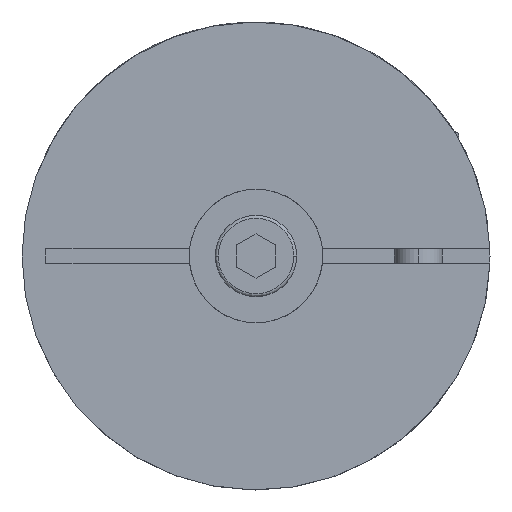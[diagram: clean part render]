
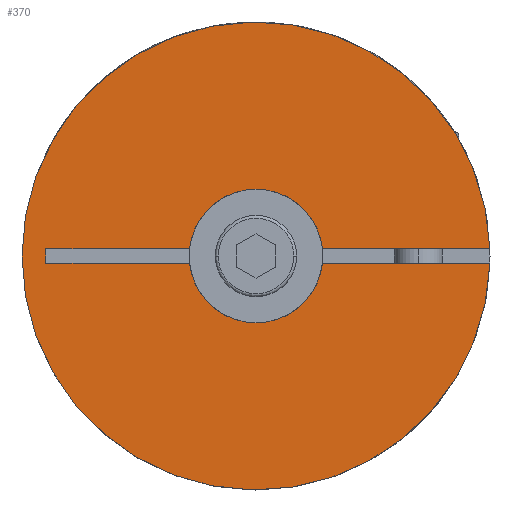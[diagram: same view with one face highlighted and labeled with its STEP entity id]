
A CAD part, left-side view. The second image highlights one B-rep face of the part: STEP entity #370.
In plain terms, the highlighted planar face has unit normal (-1, 0, 0).
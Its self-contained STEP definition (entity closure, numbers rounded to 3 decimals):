
#370=ADVANCED_FACE('NONE',(#758),#759,.T.);
#758=FACE_OUTER_BOUND('',#1804,.T.);
#759=PLANE('',#1805);
#1804=EDGE_LOOP('',(#2702,#2703,#2704,#2705,#2706,#2707,#2708,#2709,#2710,#2711,#2712));
#1805=AXIS2_PLACEMENT_3D('',#2713,#2714,#2715);
#2702=ORIENTED_EDGE('',*,*,#2766,.T.);
#2703=ORIENTED_EDGE('',*,*,#2890,.T.);
#2704=ORIENTED_EDGE('',*,*,#2896,.T.);
#2705=ORIENTED_EDGE('',*,*,#2982,.F.);
#2706=ORIENTED_EDGE('',*,*,#3150,.F.);
#2707=ORIENTED_EDGE('',*,*,#2904,.T.);
#2708=ORIENTED_EDGE('',*,*,#2883,.T.);
#2709=ORIENTED_EDGE('',*,*,#2775,.T.);
#2710=ORIENTED_EDGE('',*,*,#3141,.T.);
#2711=ORIENTED_EDGE('',*,*,#3137,.T.);
#2712=ORIENTED_EDGE('',*,*,#3133,.T.);
#2713=CARTESIAN_POINT('',(0.,0.0,-2.));
#2714=DIRECTION('',(-1.0,0.0,0.0));
#2715=DIRECTION('',(0.0,-1.0,0.0));
#2766=EDGE_CURVE('',#3164,#3161,#3165,.T.);
#2775=EDGE_CURVE('',#3171,#3179,#3181,.T.);
#2883=EDGE_CURVE('',#3337,#3171,#3338,.T.);
#2890=EDGE_CURVE('',#3161,#3346,#3348,.T.);
#2896=EDGE_CURVE('NONE',#3346,#3356,#3358,.T.);
#2904=EDGE_CURVE('NONE',#3370,#3337,#3371,.T.);
#2982=EDGE_CURVE('NONE',#3504,#3356,#3506,.T.);
#3133=EDGE_CURVE('NONE',#3704,#3164,#3705,.T.);
#3137=EDGE_CURVE('NONE',#3710,#3704,#3711,.T.);
#3141=EDGE_CURVE('NONE',#3179,#3710,#3715,.T.);
#3150=EDGE_CURVE('NONE',#3370,#3504,#3724,.T.);
#3161=VERTEX_POINT('',#3735);
#3164=VERTEX_POINT('',#3739);
#3165=CIRCLE('',#3740,7.0);
#3171=VERTEX_POINT('',#3747);
#3179=VERTEX_POINT('',#3757);
#3181=CIRCLE('',#3760,7.0);
#3337=VERTEX_POINT('',#4024);
#3338=CIRCLE('',#4025,7.0);
#3346=VERTEX_POINT('',#4034);
#3348=CIRCLE('',#4037,7.0);
#3356=VERTEX_POINT('NONE',#4046);
#3358=LINE('',#4049,#4050);
#3370=VERTEX_POINT('NONE',#4064);
#3371=LINE('',#4065,#4066);
#3504=VERTEX_POINT('NONE',#5731);
#3506=CIRCLE('',#5734,24.5);
#3704=VERTEX_POINT('NONE',#7514);
#3705=LINE('',#7515,#7516);
#3710=VERTEX_POINT('NONE',#7523);
#3711=LINE('',#7524,#7525);
#3715=LINE('',#7531,#7532);
#3724=CIRCLE('',#7646,24.5);
#3735=CARTESIAN_POINT('',(0.0,0.,7.0));
#3739=CARTESIAN_POINT('',(0.0,6.96,0.75));
#3740=AXIS2_PLACEMENT_3D('',#7688,#7689,#7690);
#3747=CARTESIAN_POINT('',(0.0,0.,-7.0));
#3757=CARTESIAN_POINT('',(0.0,6.96,-0.75));
#3760=AXIS2_PLACEMENT_3D('',#7704,#7705,#7706);
#4024=CARTESIAN_POINT('',(0.0,-6.96,-0.75));
#4025=AXIS2_PLACEMENT_3D('',#7839,#7840,#7841);
#4034=CARTESIAN_POINT('',(0.0,-6.96,0.75));
#4037=AXIS2_PLACEMENT_3D('',#7853,#7854,#7855);
#4046=CARTESIAN_POINT('',(0.,-24.489,0.75));
#4049=CARTESIAN_POINT('',(0.,22.0,0.75));
#4050=VECTOR('',#7864,1000.0);
#4064=CARTESIAN_POINT('',(0.,-24.489,-0.75));
#4065=CARTESIAN_POINT('',(0.,22.0,-0.75));
#4066=VECTOR('',#7876,1000.0);
#5731=CARTESIAN_POINT('',(0.,24.5,0.));
#5734=AXIS2_PLACEMENT_3D('',#7994,#7995,#7996);
#7514=CARTESIAN_POINT('',(0.,22.0,0.75));
#7515=CARTESIAN_POINT('',(0.,0.0,0.75));
#7516=VECTOR('',#8115,1000.0);
#7523=CARTESIAN_POINT('',(0.,22.0,-0.75));
#7524=CARTESIAN_POINT('',(0.,22.0,-2.));
#7525=VECTOR('',#8118,1000.0);
#7531=CARTESIAN_POINT('',(0.,0.0,-0.75));
#7532=VECTOR('',#8121,1000.0);
#7646=AXIS2_PLACEMENT_3D('',#8128,#8129,#8130);
#7688=CARTESIAN_POINT('',(0.0,0.0,0.0));
#7689=DIRECTION('',(1.0,-0.0,0.0));
#7690=DIRECTION('',(0.0,0.0,-1.0));
#7704=CARTESIAN_POINT('',(0.0,0.0,0.0));
#7705=DIRECTION('',(1.0,-0.0,0.0));
#7706=DIRECTION('',(0.0,0.0,-1.0));
#7839=CARTESIAN_POINT('',(0.0,0.0,0.0));
#7840=DIRECTION('',(1.0,-0.0,0.0));
#7841=DIRECTION('',(0.0,0.0,-1.0));
#7853=CARTESIAN_POINT('',(0.0,0.0,0.0));
#7854=DIRECTION('',(1.0,-0.0,0.0));
#7855=DIRECTION('',(0.0,0.0,-1.0));
#7864=DIRECTION('',(0.0,-1.0,0.0));
#7876=DIRECTION('',(0.0,1.0,-0.0));
#7994=CARTESIAN_POINT('',(0.,0.0,0.0));
#7995=DIRECTION('',(1.0,0.0,0.0));
#7996=DIRECTION('',(0.0,-1.0,0.0));
#8115=DIRECTION('',(0.0,-1.0,0.0));
#8118=DIRECTION('',(0.0,0.0,1.0));
#8121=DIRECTION('',(-0.0,1.0,0.0));
#8128=CARTESIAN_POINT('',(0.,0.0,0.0));
#8129=DIRECTION('',(1.0,0.0,0.0));
#8130=DIRECTION('',(0.0,-1.0,0.0));
